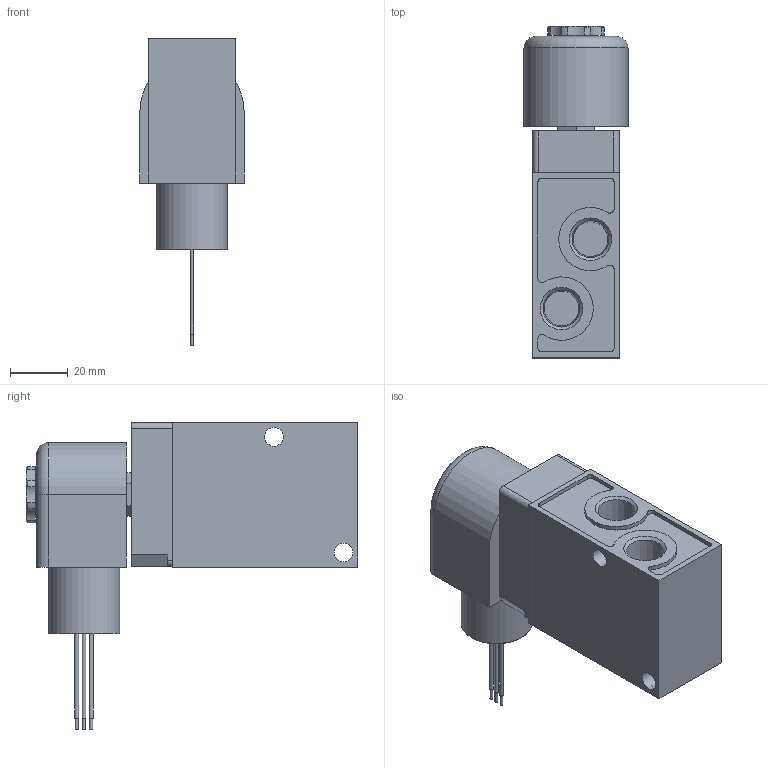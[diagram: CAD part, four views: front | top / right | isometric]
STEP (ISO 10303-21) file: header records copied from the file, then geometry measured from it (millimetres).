
FILE_DESCRIPTION(/* description */ ('STEP AP214'),/* implementation_level */ '2;1');
FILE_NAME(/* name */ '541658_MFH-3-1_4-24-NPT-EX',/* time_stamp */ '2024-09-05T05:23:17+02:00',/* author */ ('License CC BY-ND 4.0'),/* organization */ ('CADENAS'),/* preprocessor_version */ 'ST-DEVELOPER v19.3',/* originating_system */ 'PARTsolutions',/* authorisation */ ' ');
FILE_SCHEMA (('AUTOMOTIVE_DESIGN {1 0 10303 214 3 1 1}'));
Length unit declared in the file: millimetre
Products named in the file (4): 541658 MFH-3-1/4-24-NPT-EX; 541658 MFH-3-1/4-24-NPT-EX-P; 691205 VACN-N-K11-16B-0.5-U4-M_p; 690774 M8X0,75 FOR-EX
Assembly tree (3 placements, depth 2):
  541658 MFH-3-1/4-24-NPT-EX
    541658 MFH-3-1/4-24-NPT-EX-P
    691205 VACN-N-K11-16B-0.5-U4-M_p
    690774 M8X0,75 FOR-EX
Bounding box: 36 x 114.7 x 106.19 mm (x, y, z)
Volume: 157983.3 mm3; surface area: 33304.6 mm2
Topology: 3 solids, 3 shells, 318 faces, 744 edges, 489 vertices
Faces by surface type: plane 158, cylinder 96, cone 56, torus 8
Full cylindrical faces by diameter (mm): 1 x3, 1.3 x3, 2.2 x8, 4.134 x1, 6.5 x2, 7 x2, 7.188 x1, 7.8 x2, 8 x1, 8.9 x1, 9.1 x1, 10.4 x1, 13.4 x1, 15 x1, 16 x2, 20.2 x1, 22 x1, 24.6 x1
Entity records: 9355 total; most frequent: CARTESIAN_POINT 1864, DIRECTION 1467, ORIENTED_EDGE 1326, EDGE_CURVE 663, AXIS2_PLACEMENT_3D 615, VERTEX_POINT 472, FACE_BOUND 445, EDGE_LOOP 444
